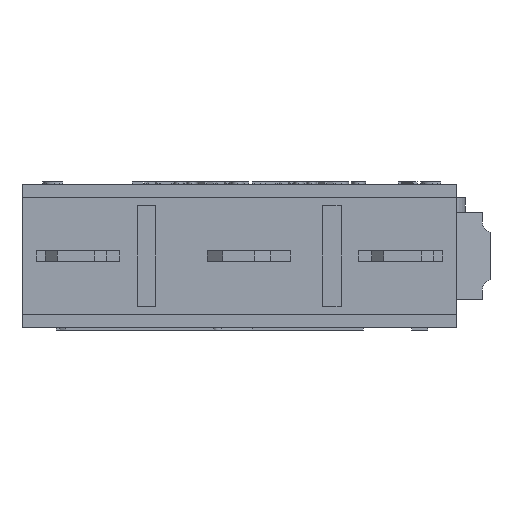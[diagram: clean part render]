
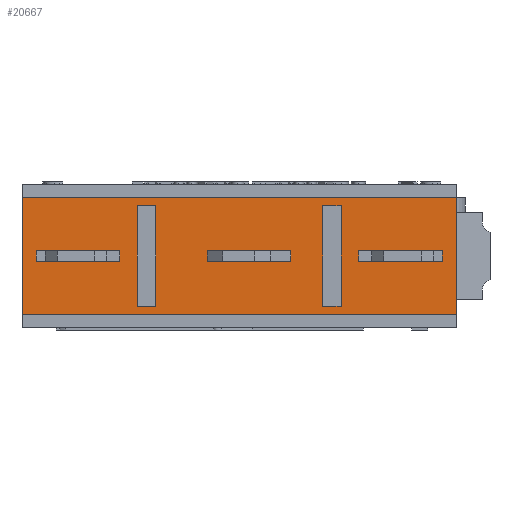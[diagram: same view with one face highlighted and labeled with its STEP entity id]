
A CAD part, front view. The second image highlights one B-rep face of the part: STEP entity #20667.
In plain terms, the highlighted planar face has unit normal (0, -1, 0).
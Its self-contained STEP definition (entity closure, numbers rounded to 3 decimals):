
#20450=CARTESIAN_POINT('',(-10.69,-5.,2.675));
#20451=VERTEX_POINT('',#20450);
#20460=CARTESIAN_POINT('',(9.11,-5.,2.675));
#20461=VERTEX_POINT('',#20460);
#20462=CARTESIAN_POINT('',(9.11,-5.,2.675));
#20463=DIRECTION('',(-1.0,0.0,0.0));
#20464=VECTOR('',#20463,19.8);
#20465=LINE('',#20462,#20464);
#20466=EDGE_CURVE('',#20461,#20451,#20465,.T.);
#20514=CARTESIAN_POINT('',(-10.69,-5.,-2.675));
#20515=VERTEX_POINT('',#20514);
#20530=CARTESIAN_POINT('',(9.11,-5.,-2.675));
#20531=VERTEX_POINT('',#20530);
#20538=CARTESIAN_POINT('',(-10.69,-5.0,-2.675));
#20539=DIRECTION('',(1.0,0.0,0.0));
#20540=VECTOR('',#20539,19.8);
#20541=LINE('',#20538,#20540);
#20542=EDGE_CURVE('',#20515,#20531,#20541,.T.);
#20578=CARTESIAN_POINT('',(-10.69,-5.0,0.0));
#20579=DIRECTION('',(0.0,-1.0,0.0));
#20580=DIRECTION('',(1.0,0.0,0.0));
#20581=AXIS2_PLACEMENT_3D('',#20578,#20579,#20580);
#20582=PLANE('',#20581);
#20583=ORIENTED_EDGE('',*,*,#20466,.T.);
#20584=CARTESIAN_POINT('',(-10.69,-5.0,2.675));
#20585=DIRECTION('',(0.0,0.0,-1.0));
#20586=VECTOR('',#20585,5.35);
#20587=LINE('',#20584,#20586);
#20588=EDGE_CURVE('',#20451,#20515,#20587,.T.);
#20589=ORIENTED_EDGE('',*,*,#20588,.T.);
#20590=ORIENTED_EDGE('',*,*,#20542,.T.);
#20591=CARTESIAN_POINT('',(9.11,-5.,2.675));
#20592=DIRECTION('',(0.0,0.0,-1.0));
#20593=VECTOR('',#20592,5.35);
#20594=LINE('',#20591,#20593);
#20595=EDGE_CURVE('',#20461,#20531,#20594,.T.);
#20596=ORIENTED_EDGE('',*,*,#20595,.F.);
#20597=EDGE_LOOP('',(#20583,#20589,#20590,#20596));
#20598=FACE_OUTER_BOUND('',#20597,.T.);
#20599=CARTESIAN_POINT('',(3.86,-5.,2.3));
#20600=VERTEX_POINT('',#20599);
#20601=CARTESIAN_POINT('',(3.86,-5.,-2.3));
#20602=VERTEX_POINT('',#20601);
#20603=CARTESIAN_POINT('',(3.86,-5.,2.3));
#20604=DIRECTION('',(0.0,0.0,-1.0));
#20605=VECTOR('',#20604,4.6);
#20606=LINE('',#20603,#20605);
#20607=EDGE_CURVE('',#20600,#20602,#20606,.T.);
#20608=ORIENTED_EDGE('',*,*,#20607,.T.);
#20609=CARTESIAN_POINT('',(3.01,-5.,-2.3));
#20610=VERTEX_POINT('',#20609);
#20611=CARTESIAN_POINT('',(3.86,-5.,-2.3));
#20612=DIRECTION('',(-1.0,0.0,0.0));
#20613=VECTOR('',#20612,0.85);
#20614=LINE('',#20611,#20613);
#20615=EDGE_CURVE('',#20602,#20610,#20614,.T.);
#20616=ORIENTED_EDGE('',*,*,#20615,.T.);
#20617=CARTESIAN_POINT('',(3.01,-5.,2.3));
#20618=VERTEX_POINT('',#20617);
#20619=CARTESIAN_POINT('',(3.01,-5.,-2.3));
#20620=DIRECTION('',(0.0,0.0,1.0));
#20621=VECTOR('',#20620,4.6);
#20622=LINE('',#20619,#20621);
#20623=EDGE_CURVE('',#20610,#20618,#20622,.T.);
#20624=ORIENTED_EDGE('',*,*,#20623,.T.);
#20625=CARTESIAN_POINT('',(3.01,-5.,2.3));
#20626=DIRECTION('',(1.0,0.0,0.0));
#20627=VECTOR('',#20626,0.85);
#20628=LINE('',#20625,#20627);
#20629=EDGE_CURVE('',#20618,#20600,#20628,.T.);
#20630=ORIENTED_EDGE('',*,*,#20629,.T.);
#20631=EDGE_LOOP('',(#20608,#20616,#20624,#20630));
#20632=FACE_BOUND('',#20631,.T.);
#20633=CARTESIAN_POINT('',(-4.59,-5.,2.3));
#20634=VERTEX_POINT('',#20633);
#20635=CARTESIAN_POINT('',(-4.59,-5.,-2.3));
#20636=VERTEX_POINT('',#20635);
#20637=CARTESIAN_POINT('',(-4.59,-5.,2.3));
#20638=DIRECTION('',(0.0,0.0,-1.0));
#20639=VECTOR('',#20638,4.6);
#20640=LINE('',#20637,#20639);
#20641=EDGE_CURVE('',#20634,#20636,#20640,.T.);
#20642=ORIENTED_EDGE('',*,*,#20641,.T.);
#20643=CARTESIAN_POINT('',(-5.44,-5.,-2.3));
#20644=VERTEX_POINT('',#20643);
#20645=CARTESIAN_POINT('',(-4.59,-5.0,-2.3));
#20646=DIRECTION('',(-1.0,0.0,0.0));
#20647=VECTOR('',#20646,0.85);
#20648=LINE('',#20645,#20647);
#20649=EDGE_CURVE('',#20636,#20644,#20648,.T.);
#20650=ORIENTED_EDGE('',*,*,#20649,.T.);
#20651=CARTESIAN_POINT('',(-5.44,-5.,2.3));
#20652=VERTEX_POINT('',#20651);
#20653=CARTESIAN_POINT('',(-5.44,-5.,-2.3));
#20654=DIRECTION('',(0.0,0.0,1.0));
#20655=VECTOR('',#20654,4.6);
#20656=LINE('',#20653,#20655);
#20657=EDGE_CURVE('',#20644,#20652,#20656,.T.);
#20658=ORIENTED_EDGE('',*,*,#20657,.T.);
#20659=CARTESIAN_POINT('',(-5.44,-5.0,2.3));
#20660=DIRECTION('',(1.0,0.0,0.0));
#20661=VECTOR('',#20660,0.85);
#20662=LINE('',#20659,#20661);
#20663=EDGE_CURVE('',#20652,#20634,#20662,.T.);
#20664=ORIENTED_EDGE('',*,*,#20663,.T.);
#20665=EDGE_LOOP('',(#20642,#20650,#20658,#20664));
#20666=FACE_BOUND('',#20665,.T.);
#20667=ADVANCED_FACE('',(#20598,#20632,#20666),#20582,.T.);
